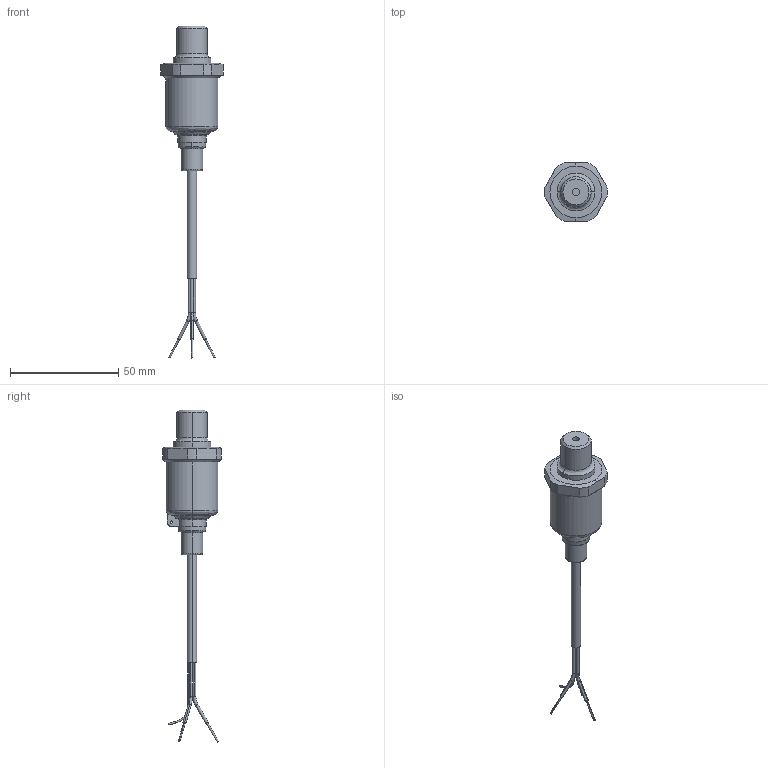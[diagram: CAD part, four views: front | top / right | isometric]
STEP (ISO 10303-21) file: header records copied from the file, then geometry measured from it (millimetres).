
FILE_DESCRIPTION (( 'STEP AP214' ), '1' );
FILE_NAME ('SPT25-10-2000A.step', '2018-03-06T16:20:01', ( '' ), ( '' ), 'SwSTEP 2.0', 'SolidWorks 2017', '' );
FILE_SCHEMA (( 'AUTOMOTIVE_DESIGN' ));
Length unit declared in the file: millimetre
Products named in the file (1): SPT25-10-2000A
Bounding box: 28.99 x 27.09 x 153.3 mm (x, y, z)
Volume: 20800.9 mm3; surface area: 7169.8 mm2
Topology: 7 solids, 7 shells, 116 faces, 259 edges, 164 vertices
Faces by surface type: cylinder 49, plane 32, bspline 27, cone 8
Entity records: 4308 total; most frequent: CARTESIAN_POINT 1420, DIRECTION 555, ORIENTED_EDGE 518, EDGE_CURVE 259, AXIS2_PLACEMENT_3D 239, VERTEX_POINT 164, CIRCLE 149, EDGE_LOOP 125
